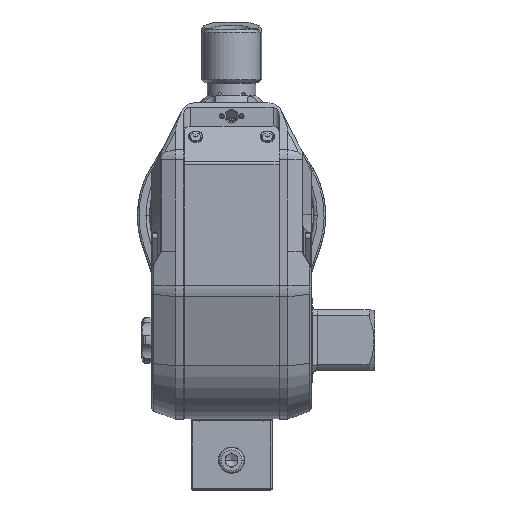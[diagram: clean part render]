
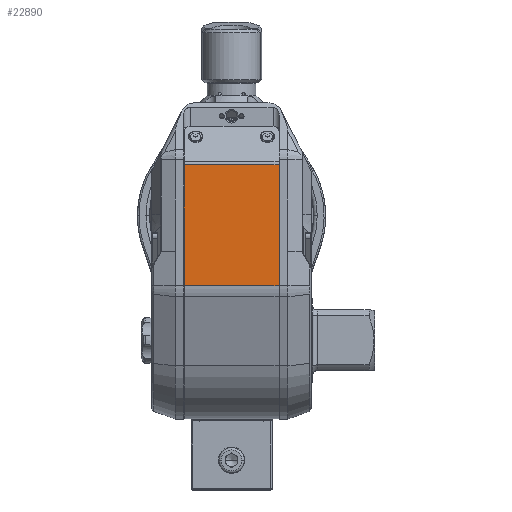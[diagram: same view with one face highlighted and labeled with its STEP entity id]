
A CAD part, top view. The second image highlights one B-rep face of the part: STEP entity #22890.
In plain terms, the highlighted planar face has unit normal (0, 0, 1).
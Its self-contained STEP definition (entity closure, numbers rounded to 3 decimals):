
#1249 = CARTESIAN_POINT ( 'NONE',  ( 29.75, 110.047, 62.62 ) ) ;
#1704 = ORIENTED_EDGE ( 'NONE', *, *, #17386, .F. ) ;
#3538 = EDGE_CURVE ( 'NONE', #38712, #25778, #33634, .T. ) ;
#7859 = ORIENTED_EDGE ( 'NONE', *, *, #3538, .T. ) ;
#10302 = VECTOR ( 'NONE', #10354, 1000. ) ;
#10354 = DIRECTION ( 'NONE',  ( -1., 0., 0. ) ) ;
#11597 = DIRECTION ( 'NONE',  ( 0., 1., 0. ) ) ;
#12682 = VECTOR ( 'NONE', #26678, 1000. ) ;
#15365 = CARTESIAN_POINT ( 'NONE',  ( 29.75, 34.23, 62.62 ) ) ;
#16393 = VERTEX_POINT ( 'NONE', #37527 ) ;
#16861 = EDGE_LOOP ( 'NONE', ( #28719, #1704, #7859, #24396 ) ) ;
#17193 = CARTESIAN_POINT ( 'NONE',  ( -29.75, 34.23, 62.62 ) ) ;
#17386 = EDGE_CURVE ( 'NONE', #38712, #48162, #28972, .T. ) ;
#18864 = CARTESIAN_POINT ( 'NONE',  ( -29.75, 34.23, 62.62 ) ) ;
#20179 = VECTOR ( 'NONE', #11597, 1000. ) ;
#20248 = PLANE ( 'NONE',  #43244 ) ;
#22890 = ADVANCED_FACE ( 'NONE', ( #44974 ), #20248, .T. ) ;
#24396 = ORIENTED_EDGE ( 'NONE', *, *, #33616, .T. ) ;
#25778 = VERTEX_POINT ( 'NONE', #36342 ) ;
#26678 = DIRECTION ( 'NONE',  ( 0., 1., 0. ) ) ;
#26873 = CARTESIAN_POINT ( 'NONE',  ( 29.75, 34.23, 62.62 ) ) ;
#28719 = ORIENTED_EDGE ( 'NONE', *, *, #44292, .F. ) ;
#28972 = LINE ( 'NONE', #43896, #10302 ) ;
#32874 = VECTOR ( 'NONE', #42353, 1000. ) ;
#33616 = EDGE_CURVE ( 'NONE', #25778, #16393, #34764, .T. ) ;
#33634 = LINE ( 'NONE', #38031, #20179 ) ;
#34253 = LINE ( 'NONE', #18864, #12682 ) ;
#34764 = LINE ( 'NONE', #1249, #32874 ) ;
#36342 = CARTESIAN_POINT ( 'NONE',  ( 29.75, 110.047, 62.62 ) ) ;
#37527 = CARTESIAN_POINT ( 'NONE',  ( -29.75, 110.047, 62.62 ) ) ;
#38031 = CARTESIAN_POINT ( 'NONE',  ( 29.75, 34.23, 62.62 ) ) ;
#38712 = VERTEX_POINT ( 'NONE', #15365 ) ;
#42353 = DIRECTION ( 'NONE',  ( -1., 0., 0. ) ) ;
#43244 = AXIS2_PLACEMENT_3D ( 'NONE', #26873, #45685, #45447 ) ;
#43896 = CARTESIAN_POINT ( 'NONE',  ( 29.75, 34.23, 62.62 ) ) ;
#44292 = EDGE_CURVE ( 'NONE', #48162, #16393, #34253, .T. ) ;
#44974 = FACE_OUTER_BOUND ( 'NONE', #16861, .T. ) ;
#45447 = DIRECTION ( 'NONE',  ( 0., -1., 0. ) ) ;
#45685 = DIRECTION ( 'NONE',  ( 0., 0., 1. ) ) ;
#48162 = VERTEX_POINT ( 'NONE', #17193 ) ;
